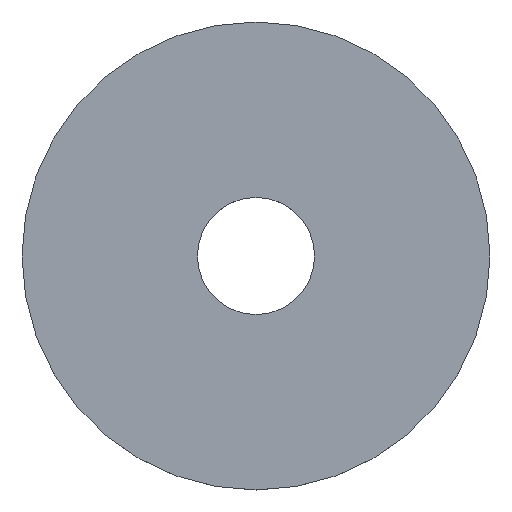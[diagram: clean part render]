
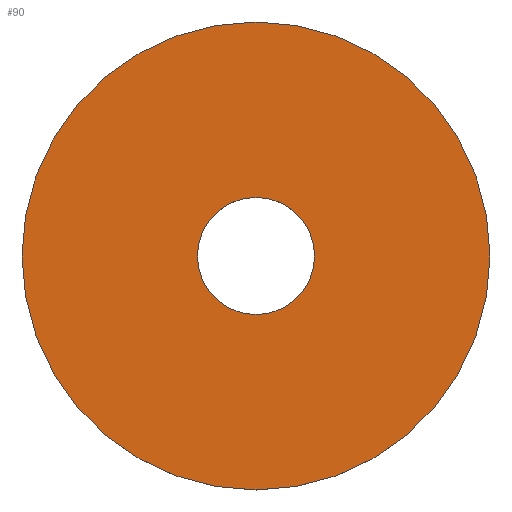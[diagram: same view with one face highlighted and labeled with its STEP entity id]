
A CAD part, top view. The second image highlights one B-rep face of the part: STEP entity #90.
In plain terms, the highlighted planar face has unit normal (0, 0, 1).
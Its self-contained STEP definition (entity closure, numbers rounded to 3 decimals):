
#2 = EDGE_LOOP ( 'NONE', ( #107 ) ) ;
#11 = DIRECTION ( 'NONE',  ( 0., 0., -1. ) ) ;
#16 = FACE_BOUND ( 'NONE', #140, .T. ) ;
#19 = AXIS2_PLACEMENT_3D ( 'NONE', #106, #11, #168 ) ;
#39 = VERTEX_POINT ( 'NONE', #78 ) ;
#48 = DIRECTION ( 'NONE',  ( 0., 1., 0. ) ) ;
#52 = CARTESIAN_POINT ( 'NONE',  ( 0., 5., 1.3 ) ) ;
#58 = AXIS2_PLACEMENT_3D ( 'NONE', #64, #169, #63 ) ;
#63 = DIRECTION ( 'NONE',  ( 0., -1., 0. ) ) ;
#64 = CARTESIAN_POINT ( 'NONE',  ( 0., 5., 1.3 ) ) ;
#77 = EDGE_CURVE ( 'NONE', #118, #118, #127, .T. ) ;
#78 = CARTESIAN_POINT ( 'NONE',  ( 0., 20., 1.3 ) ) ;
#89 = PLANE ( 'NONE',  #58 ) ;
#90 = ADVANCED_FACE ( 'NONE', ( #16, #115 ), #89, .T. ) ;
#93 = CARTESIAN_POINT ( 'NONE',  ( 0., 0., 1.3 ) ) ;
#106 = CARTESIAN_POINT ( 'NONE',  ( 0., 0., 1.3 ) ) ;
#107 = ORIENTED_EDGE ( 'NONE', *, *, #114, .F. ) ;
#112 = AXIS2_PLACEMENT_3D ( 'NONE', #93, #159, #48 ) ;
#114 = EDGE_CURVE ( 'NONE', #39, #39, #154, .T. ) ;
#115 = FACE_OUTER_BOUND ( 'NONE', #2, .T. ) ;
#118 = VERTEX_POINT ( 'NONE', #52 ) ;
#127 = CIRCLE ( 'NONE', #19, 5. ) ;
#140 = EDGE_LOOP ( 'NONE', ( #158 ) ) ;
#154 = CIRCLE ( 'NONE', #112, 20. ) ;
#158 = ORIENTED_EDGE ( 'NONE', *, *, #77, .T. ) ;
#159 = DIRECTION ( 'NONE',  ( 0., 0., -1. ) ) ;
#168 = DIRECTION ( 'NONE',  ( 0., 1., 0. ) ) ;
#169 = DIRECTION ( 'NONE',  ( 0., 0., 1. ) ) ;
